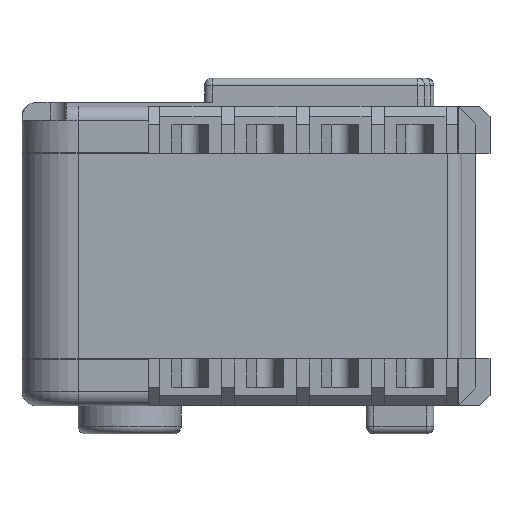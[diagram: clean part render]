
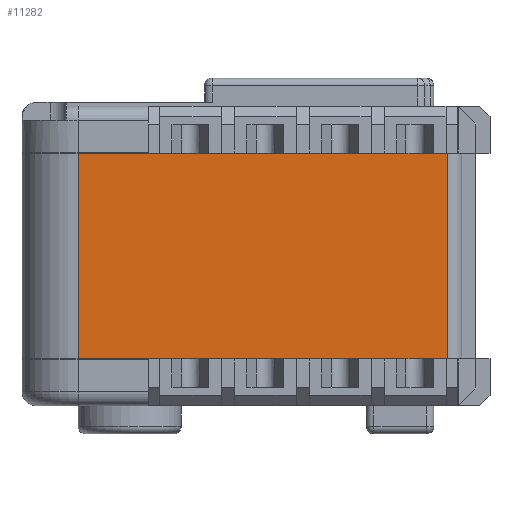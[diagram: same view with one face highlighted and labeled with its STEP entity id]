
A CAD part, left-side view. The second image highlights one B-rep face of the part: STEP entity #11282.
In plain terms, the highlighted planar face has unit normal (-1, 0, 0).
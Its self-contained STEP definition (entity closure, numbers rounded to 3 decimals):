
#592=FACE_OUTER_BOUND('',#1214,.T.);
#1214=EDGE_LOOP('',(#7539,#7540,#7541,#7542,#7543,#7544,#7545,#7546,#7547,
#7548,#7549,#7550,#7551,#7552,#7553,#7554,#7555,#7556,#7557,#7558,#7559,
#7560,#7561,#7562));
#1907=LINE('',#16377,#3260);
#1913=LINE('',#16389,#3266);
#1914=LINE('',#16391,#3267);
#1915=LINE('',#16393,#3268);
#1916=LINE('',#16395,#3269);
#1917=LINE('',#16397,#3270);
#1918=LINE('',#16399,#3271);
#1919=LINE('',#16401,#3272);
#1920=LINE('',#16403,#3273);
#1921=LINE('',#16405,#3274);
#1922=LINE('',#16407,#3275);
#1923=LINE('',#16409,#3276);
#1924=LINE('',#16411,#3277);
#1925=LINE('',#16413,#3278);
#1926=LINE('',#16415,#3279);
#1927=LINE('',#16416,#3280);
#1928=LINE('',#16418,#3281);
#1929=LINE('',#16420,#3282);
#1930=LINE('',#16422,#3283);
#1931=LINE('',#16424,#3284);
#1932=LINE('',#16426,#3285);
#1933=LINE('',#16428,#3286);
#1934=LINE('',#16430,#3287);
#1935=LINE('',#16431,#3288);
#3260=VECTOR('',#13058,0.025);
#3266=VECTOR('',#13066,2.52);
#3267=VECTOR('',#13067,22.);
#3268=VECTOR('',#13068,2.52);
#3269=VECTOR('',#13069,1.96);
#3270=VECTOR('',#13070,6.04);
#3271=VECTOR('',#13071,1.96);
#3272=VECTOR('',#13072,6.04);
#3273=VECTOR('',#13073,1.96);
#3274=VECTOR('',#13074,6.04);
#3275=VECTOR('',#13075,1.96);
#3276=VECTOR('',#13076,3.52);
#3277=VECTOR('',#13077,0.025);
#3278=VECTOR('',#13078,7.5);
#3279=VECTOR('',#13079,21.95);
#3280=VECTOR('',#13080,7.5);
#3281=VECTOR('',#13081,3.52);
#3282=VECTOR('',#13082,1.96);
#3283=VECTOR('',#13083,6.04);
#3284=VECTOR('',#13084,1.96);
#3285=VECTOR('',#13085,6.04);
#3286=VECTOR('',#13086,1.96);
#3287=VECTOR('',#13087,6.04);
#3288=VECTOR('',#13088,1.96);
#4648=VERTEX_POINT('',#16375);
#4649=VERTEX_POINT('',#16376);
#4653=VERTEX_POINT('',#16387);
#4654=VERTEX_POINT('',#16388);
#4655=VERTEX_POINT('',#16390);
#4656=VERTEX_POINT('',#16392);
#4657=VERTEX_POINT('',#16394);
#4658=VERTEX_POINT('',#16396);
#4659=VERTEX_POINT('',#16398);
#4660=VERTEX_POINT('',#16400);
#4661=VERTEX_POINT('',#16402);
#4662=VERTEX_POINT('',#16404);
#4663=VERTEX_POINT('',#16406);
#4664=VERTEX_POINT('',#16408);
#4665=VERTEX_POINT('',#16410);
#4666=VERTEX_POINT('',#16412);
#4667=VERTEX_POINT('',#16414);
#4668=VERTEX_POINT('',#16417);
#4669=VERTEX_POINT('',#16419);
#4670=VERTEX_POINT('',#16421);
#4671=VERTEX_POINT('',#16423);
#4672=VERTEX_POINT('',#16425);
#4673=VERTEX_POINT('',#16427);
#4674=VERTEX_POINT('',#16429);
#5786=EDGE_CURVE('',#4648,#4649,#1907,.T.);
#5792=EDGE_CURVE('',#4653,#4654,#1913,.T.);
#5793=EDGE_CURVE('',#4654,#4655,#1914,.T.);
#5794=EDGE_CURVE('',#4656,#4655,#1915,.T.);
#5795=EDGE_CURVE('',#4657,#4656,#1916,.T.);
#5796=EDGE_CURVE('',#4658,#4657,#1917,.T.);
#5797=EDGE_CURVE('',#4659,#4658,#1918,.T.);
#5798=EDGE_CURVE('',#4660,#4659,#1919,.T.);
#5799=EDGE_CURVE('',#4661,#4660,#1920,.T.);
#5800=EDGE_CURVE('',#4662,#4661,#1921,.T.);
#5801=EDGE_CURVE('',#4663,#4662,#1922,.T.);
#5802=EDGE_CURVE('',#4664,#4663,#1923,.T.);
#5803=EDGE_CURVE('',#4665,#4664,#1924,.T.);
#5804=EDGE_CURVE('',#4665,#4666,#1925,.T.);
#5805=EDGE_CURVE('',#4666,#4667,#1926,.T.);
#5806=EDGE_CURVE('',#4649,#4667,#1927,.T.);
#5807=EDGE_CURVE('',#4648,#4668,#1928,.T.);
#5808=EDGE_CURVE('',#4668,#4669,#1929,.T.);
#5809=EDGE_CURVE('',#4669,#4670,#1930,.T.);
#5810=EDGE_CURVE('',#4670,#4671,#1931,.T.);
#5811=EDGE_CURVE('',#4671,#4672,#1932,.T.);
#5812=EDGE_CURVE('',#4672,#4673,#1933,.T.);
#5813=EDGE_CURVE('',#4673,#4674,#1934,.T.);
#5814=EDGE_CURVE('',#4674,#4653,#1935,.T.);
#7539=ORIENTED_EDGE('',*,*,#5792,.T.);
#7540=ORIENTED_EDGE('',*,*,#5793,.T.);
#7541=ORIENTED_EDGE('',*,*,#5794,.F.);
#7542=ORIENTED_EDGE('',*,*,#5795,.F.);
#7543=ORIENTED_EDGE('',*,*,#5796,.F.);
#7544=ORIENTED_EDGE('',*,*,#5797,.F.);
#7545=ORIENTED_EDGE('',*,*,#5798,.F.);
#7546=ORIENTED_EDGE('',*,*,#5799,.F.);
#7547=ORIENTED_EDGE('',*,*,#5800,.F.);
#7548=ORIENTED_EDGE('',*,*,#5801,.F.);
#7549=ORIENTED_EDGE('',*,*,#5802,.F.);
#7550=ORIENTED_EDGE('',*,*,#5803,.F.);
#7551=ORIENTED_EDGE('',*,*,#5804,.T.);
#7552=ORIENTED_EDGE('',*,*,#5805,.T.);
#7553=ORIENTED_EDGE('',*,*,#5806,.F.);
#7554=ORIENTED_EDGE('',*,*,#5786,.F.);
#7555=ORIENTED_EDGE('',*,*,#5807,.T.);
#7556=ORIENTED_EDGE('',*,*,#5808,.T.);
#7557=ORIENTED_EDGE('',*,*,#5809,.T.);
#7558=ORIENTED_EDGE('',*,*,#5810,.T.);
#7559=ORIENTED_EDGE('',*,*,#5811,.T.);
#7560=ORIENTED_EDGE('',*,*,#5812,.T.);
#7561=ORIENTED_EDGE('',*,*,#5813,.T.);
#7562=ORIENTED_EDGE('',*,*,#5814,.T.);
#10821=PLANE('',#11953);
#11282=ADVANCED_FACE('',(#592),#10821,.T.);
#11953=AXIS2_PLACEMENT_3D('',#16386,#13064,#13065);
#13058=DIRECTION('',(0.,0.,1.));
#13064=DIRECTION('center_axis',(-1.,0.,0.));
#13065=DIRECTION('ref_axis',(0.,-1.,0.));
#13066=DIRECTION('',(0.,-1.,0.));
#13067=DIRECTION('',(0.,0.,1.));
#13068=DIRECTION('',(0.,-1.,0.));
#13069=DIRECTION('',(0.,-1.,0.));
#13070=DIRECTION('',(0.,-1.,0.));
#13071=DIRECTION('',(0.,-1.,0.));
#13072=DIRECTION('',(0.,-1.,0.));
#13073=DIRECTION('',(0.,-1.,0.));
#13074=DIRECTION('',(0.,-1.,0.));
#13075=DIRECTION('',(0.,-1.,0.));
#13076=DIRECTION('',(0.,-1.,0.));
#13077=DIRECTION('',(0.,0.,1.));
#13078=DIRECTION('',(0.,1.,0.));
#13079=DIRECTION('',(0.,0.,-1.));
#13080=DIRECTION('',(0.,1.,0.));
#13081=DIRECTION('',(0.,-1.,0.));
#13082=DIRECTION('',(0.,-1.,0.));
#13083=DIRECTION('',(0.,-1.,0.));
#13084=DIRECTION('',(0.,-1.,0.));
#13085=DIRECTION('',(0.,-1.,0.));
#13086=DIRECTION('',(0.,-1.,0.));
#13087=DIRECTION('',(0.,-1.,0.));
#13088=DIRECTION('',(0.,-1.,0.));
#16375=CARTESIAN_POINT('',(-13.,-2.,-11.));
#16376=CARTESIAN_POINT('',(-13.,-2.,-10.975));
#16377=CARTESIAN_POINT('',(-13.,-2.,-11.));
#16386=CARTESIAN_POINT('Origin',(-13.,11.5,-19.));
#16387=CARTESIAN_POINT('',(-13.,-31.48,-11.));
#16388=CARTESIAN_POINT('',(-13.,-34.,-11.));
#16389=CARTESIAN_POINT('',(-13.,-31.48,-11.));
#16390=CARTESIAN_POINT('',(-13.,-34.,11.));
#16391=CARTESIAN_POINT('',(-13.,-34.,-11.));
#16392=CARTESIAN_POINT('',(-13.,-31.48,11.));
#16393=CARTESIAN_POINT('',(-13.,-31.48,11.));
#16394=CARTESIAN_POINT('',(-13.,-29.52,11.));
#16395=CARTESIAN_POINT('',(-13.,-29.52,11.));
#16396=CARTESIAN_POINT('',(-13.,-23.48,11.));
#16397=CARTESIAN_POINT('',(-13.,-23.48,11.));
#16398=CARTESIAN_POINT('',(-13.,-21.52,11.));
#16399=CARTESIAN_POINT('',(-13.,-21.52,11.));
#16400=CARTESIAN_POINT('',(-13.,-15.48,11.));
#16401=CARTESIAN_POINT('',(-13.,-15.48,11.));
#16402=CARTESIAN_POINT('',(-13.,-13.52,11.));
#16403=CARTESIAN_POINT('',(-13.,-13.52,11.));
#16404=CARTESIAN_POINT('',(-13.,-7.48,11.));
#16405=CARTESIAN_POINT('',(-13.,-7.48,11.));
#16406=CARTESIAN_POINT('',(-13.,-5.52,11.));
#16407=CARTESIAN_POINT('',(-13.,-5.52,11.));
#16408=CARTESIAN_POINT('',(-13.,-2.,11.));
#16409=CARTESIAN_POINT('',(-13.,-2.,11.));
#16410=CARTESIAN_POINT('',(-13.,-2.,10.975));
#16411=CARTESIAN_POINT('',(-13.,-2.,10.975));
#16412=CARTESIAN_POINT('',(-13.,5.5,10.975));
#16413=CARTESIAN_POINT('',(-13.,-2.,10.975));
#16414=CARTESIAN_POINT('',(-13.,5.5,-10.975));
#16415=CARTESIAN_POINT('',(-13.,5.5,10.975));
#16416=CARTESIAN_POINT('',(-13.,-2.,-10.975));
#16417=CARTESIAN_POINT('',(-13.,-5.52,-11.));
#16418=CARTESIAN_POINT('',(-13.,-2.,-11.));
#16419=CARTESIAN_POINT('',(-13.,-7.48,-11.));
#16420=CARTESIAN_POINT('',(-13.,-5.52,-11.));
#16421=CARTESIAN_POINT('',(-13.,-13.52,-11.));
#16422=CARTESIAN_POINT('',(-13.,-7.48,-11.));
#16423=CARTESIAN_POINT('',(-13.,-15.48,-11.));
#16424=CARTESIAN_POINT('',(-13.,-13.52,-11.));
#16425=CARTESIAN_POINT('',(-13.,-21.52,-11.));
#16426=CARTESIAN_POINT('',(-13.,-15.48,-11.));
#16427=CARTESIAN_POINT('',(-13.,-23.48,-11.));
#16428=CARTESIAN_POINT('',(-13.,-21.52,-11.));
#16429=CARTESIAN_POINT('',(-13.,-29.52,-11.));
#16430=CARTESIAN_POINT('',(-13.,-23.48,-11.));
#16431=CARTESIAN_POINT('',(-13.,-29.52,-11.));
